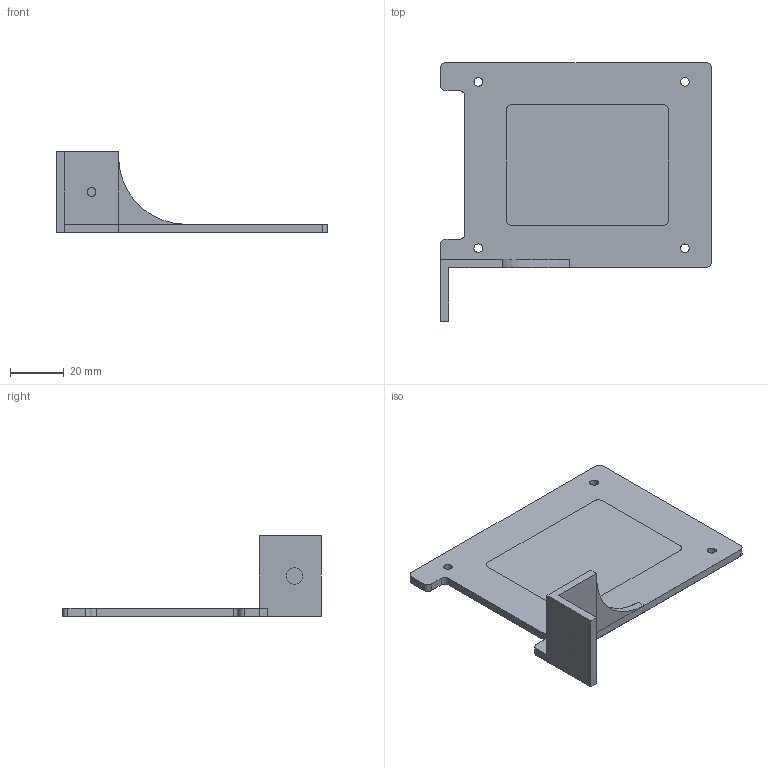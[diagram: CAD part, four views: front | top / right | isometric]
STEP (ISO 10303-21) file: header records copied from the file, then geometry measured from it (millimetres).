
FILE_DESCRIPTION(('FreeCAD Model'),'2;1');
FILE_NAME('Open CASCADE Shape Model','2021-08-10T15:14:54',('Author'),( ''),'Open CASCADE STEP processor 7.5','FreeCAD','Unknown');
FILE_SCHEMA(('AUTOMOTIVE_DESIGN { 1 0 10303 214 1 1 1 1 }'));
Length unit declared in the file: millimetre
Products named in the file (5): sdd_holder; Pad; Fillet; Body002; Chamfer
Assembly tree (4 placements, depth 2):
  sdd_holder
    Pad
    Fillet
    Body002
    Chamfer
Bounding box: 100.45 x 96 x 30 mm (x, y, z)
Volume: 59605.6 mm3; surface area: 45696.6 mm2
Topology: 4 solids, 4 shells, 107 faces, 295 edges, 196 vertices
Faces by surface type: plane 56, cylinder 47, cone 4
Full cylindrical faces by diameter (mm): 3.2 x16
Entity records: 7598 total; most frequent: CARTESIAN_POINT 1537, DIRECTION 1133, LINE 673, VECTOR 673, ORIENTED_EDGE 590, PCURVE 590, DEFINITIONAL_REPRESENTATION 590, EDGE_CURVE 295
